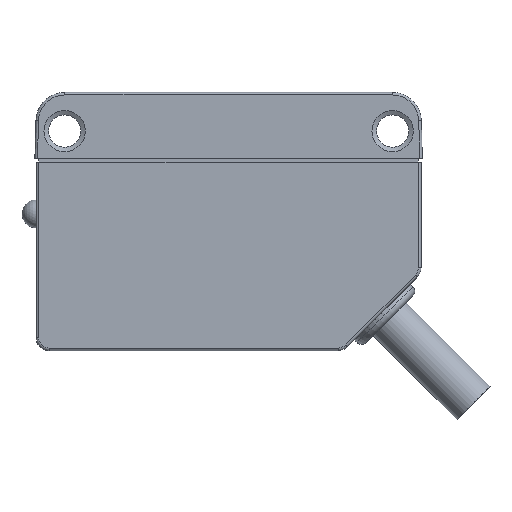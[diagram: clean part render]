
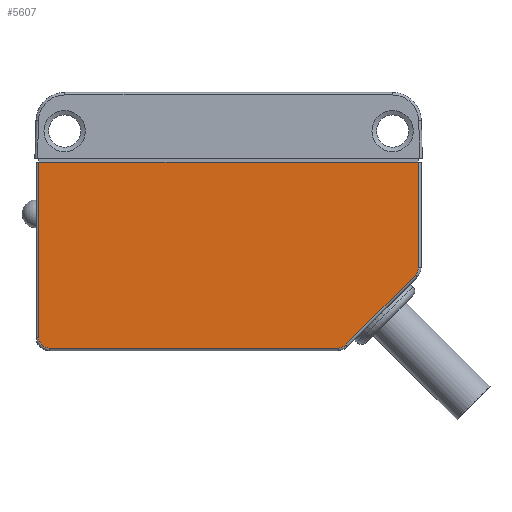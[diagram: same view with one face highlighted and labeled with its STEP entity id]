
A CAD part, left-side view. The second image highlights one B-rep face of the part: STEP entity #5607.
In plain terms, the highlighted planar face has unit normal (-1, 0, 0).
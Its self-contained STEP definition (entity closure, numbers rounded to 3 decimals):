
#118=LINE('',#8453,#669);
#119=LINE('',#8455,#670);
#120=LINE('',#8459,#671);
#121=LINE('',#8463,#672);
#122=LINE('',#8466,#673);
#669=VECTOR('',#6635,29.4);
#670=VECTOR('',#6636,13.6);
#671=VECTOR('',#6639,22.386);
#672=VECTOR('',#6642,7.657);
#673=VECTOR('',#6645,8.186);
#1202=PLANE('',#5965);
#1437=FACE_OUTER_BOUND('',#1786,.T.);
#1786=EDGE_LOOP('',(#3858,#3859,#3860,#3861,#3862,#3863,#3864,#3865));
#2182=CIRCLE('',#5966,0.8);
#2183=CIRCLE('',#5967,0.8);
#2184=CIRCLE('',#5968,0.8);
#2482=VERTEX_POINT('',#8451);
#2483=VERTEX_POINT('',#8452);
#2484=VERTEX_POINT('',#8454);
#2485=VERTEX_POINT('',#8456);
#2486=VERTEX_POINT('',#8458);
#2487=VERTEX_POINT('',#8460);
#2488=VERTEX_POINT('',#8462);
#2489=VERTEX_POINT('',#8464);
#3024=EDGE_CURVE('',#2482,#2483,#118,.T.);
#3025=EDGE_CURVE('',#2483,#2484,#119,.T.);
#3026=EDGE_CURVE('',#2484,#2485,#2182,.T.);
#3027=EDGE_CURVE('',#2485,#2486,#120,.T.);
#3028=EDGE_CURVE('',#2486,#2487,#2183,.T.);
#3029=EDGE_CURVE('',#2487,#2488,#121,.T.);
#3030=EDGE_CURVE('',#2488,#2489,#2184,.T.);
#3031=EDGE_CURVE('',#2489,#2482,#122,.T.);
#3858=ORIENTED_EDGE('',*,*,#3024,.T.);
#3859=ORIENTED_EDGE('',*,*,#3025,.T.);
#3860=ORIENTED_EDGE('',*,*,#3026,.T.);
#3861=ORIENTED_EDGE('',*,*,#3027,.T.);
#3862=ORIENTED_EDGE('',*,*,#3028,.T.);
#3863=ORIENTED_EDGE('',*,*,#3029,.T.);
#3864=ORIENTED_EDGE('',*,*,#3030,.T.);
#3865=ORIENTED_EDGE('',*,*,#3031,.T.);
#5607=ADVANCED_FACE('',(#1437),#1202,.F.);
#5965=AXIS2_PLACEMENT_3D('',#8450,#6633,#6634);
#5966=AXIS2_PLACEMENT_3D('',#8457,#6637,#6638);
#5967=AXIS2_PLACEMENT_3D('',#8461,#6640,#6641);
#5968=AXIS2_PLACEMENT_3D('',#8465,#6643,#6644);
#6633=DIRECTION('center_axis',(1.,0.,0.));
#6634=DIRECTION('ref_axis',(0.,0.,-1.));
#6635=DIRECTION('',(0.,1.,0.));
#6636=DIRECTION('',(0.,0.,-1.));
#6637=DIRECTION('center_axis',(-1.,0.,0.));
#6638=DIRECTION('ref_axis',(0.,0.,-1.));
#6639=DIRECTION('',(0.,-1.,0.));
#6640=DIRECTION('center_axis',(-1.,0.,0.));
#6641=DIRECTION('ref_axis',(0.,0.,-1.));
#6642=DIRECTION('',(0.,-0.707,0.707));
#6643=DIRECTION('center_axis',(-1.,0.,0.));
#6644=DIRECTION('ref_axis',(0.,0.,-1.));
#6645=DIRECTION('',(0.,0.,1.));
#8450=CARTESIAN_POINT('Origin',(-5.3,-14.9,-20.));
#8451=CARTESIAN_POINT('',(-5.3,-14.7,-5.4));
#8452=CARTESIAN_POINT('',(-5.3,14.7,-5.4));
#8453=CARTESIAN_POINT('',(-5.3,-14.9,-5.4));
#8454=CARTESIAN_POINT('',(-5.3,14.7,-19.));
#8455=CARTESIAN_POINT('',(-5.3,14.7,-20.));
#8456=CARTESIAN_POINT('',(-5.3,13.9,-19.8));
#8457=CARTESIAN_POINT('Origin',(-5.3,13.9,-19.));
#8458=CARTESIAN_POINT('',(-5.3,-8.486,-19.8));
#8459=CARTESIAN_POINT('',(-5.3,-8.486,-19.8));
#8460=CARTESIAN_POINT('',(-5.3,-9.051,-19.566));
#8461=CARTESIAN_POINT('Origin',(-5.3,-8.486,-19.));
#8462=CARTESIAN_POINT('',(-5.3,-14.466,-14.151));
#8463=CARTESIAN_POINT('',(-5.3,-14.466,-14.151));
#8464=CARTESIAN_POINT('',(-5.3,-14.7,-13.586));
#8465=CARTESIAN_POINT('Origin',(-5.3,-13.9,-13.586));
#8466=CARTESIAN_POINT('',(-5.3,-14.7,-20.));
